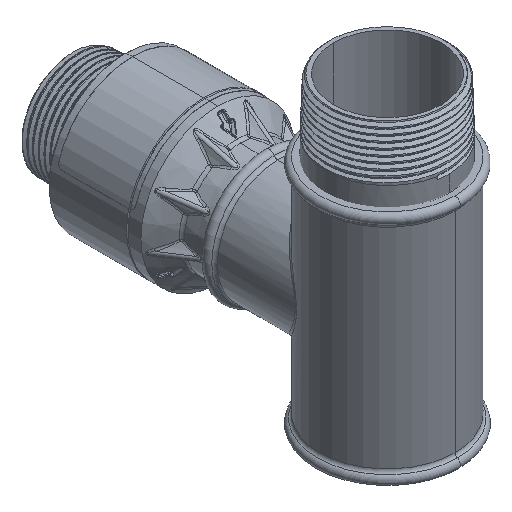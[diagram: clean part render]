
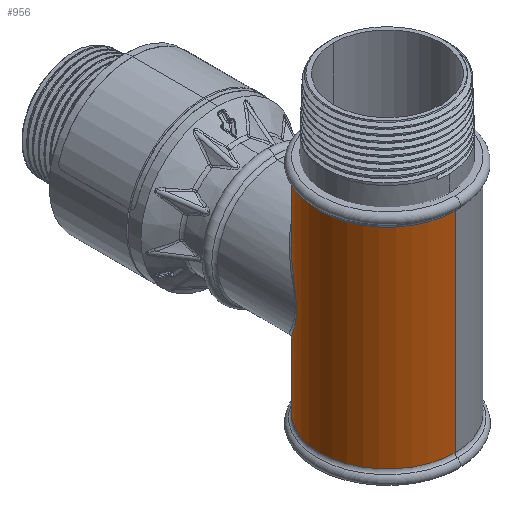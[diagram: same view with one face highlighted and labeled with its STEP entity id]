
A CAD part, isometric view. The second image highlights one B-rep face of the part: STEP entity #956.
In plain terms, the highlighted cylindrical face has radius 26.425 mm (diameter 52.85 mm), a partial arc.
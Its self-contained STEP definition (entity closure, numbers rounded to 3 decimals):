
#221=CARTESIAN_POINT('',(0.,26.425,-24.975));
#222=CARTESIAN_POINT('',(-0.962,26.425,
-24.975));
#223=CARTESIAN_POINT('',(-2.911,26.32,-24.851));
#224=CARTESIAN_POINT('',(-5.867,25.825,-24.265));
#225=CARTESIAN_POINT('',(-8.829,24.972,-23.248));
#226=CARTESIAN_POINT('',(-11.792,23.726,-21.745));
#227=CARTESIAN_POINT('',(-14.756,22.011,-19.636));
#228=CARTESIAN_POINT('',(-17.384,19.982,-17.048));
#229=CARTESIAN_POINT('',(-19.382,18.02,-14.407));
#230=CARTESIAN_POINT('',(-20.869,16.254,-11.837));
#231=CARTESIAN_POINT('',(-21.958,14.732,-9.358));
#232=CARTESIAN_POINT('',(-22.731,13.494,-6.977));
#233=CARTESIAN_POINT('',(-23.241,12.584,-4.713));
#234=CARTESIAN_POINT('',(-23.537,12.014,-2.562));
#235=CARTESIAN_POINT('',(-23.656,11.775,
-0.472));
#236=CARTESIAN_POINT('',(-23.613,11.863,1.61));
#237=CARTESIAN_POINT('',(-23.388,12.306,3.84));
#238=CARTESIAN_POINT('',(-22.916,13.176,6.287));
#239=CARTESIAN_POINT('',(-22.147,14.449,8.869));
#240=CARTESIAN_POINT('',(-21.,16.093,11.601));
#241=CARTESIAN_POINT('',(-19.344,18.08,14.499));
#242=CARTESIAN_POINT('',(-17.097,20.232,17.374));
#243=CARTESIAN_POINT('',(-14.618,22.08,19.717));
#244=CARTESIAN_POINT('',(-12.175,23.505,21.474));
#245=CARTESIAN_POINT('',(-9.78,24.592,22.791));
#246=CARTESIAN_POINT('',(-7.492,25.376,23.73));
#247=CARTESIAN_POINT('',(-5.358,25.904,24.358));
#248=CARTESIAN_POINT('',(-3.398,26.228,24.742));
#249=CARTESIAN_POINT('',(-1.613,26.394,24.939));
#250=CARTESIAN_POINT('',(-0.519,26.425,24.975));
#251=CARTESIAN_POINT('',(0.,26.425,24.975));
#253=DIRECTION('',(0.,0.,1.));
#254=VECTOR('',#253,15.863);
#255=CARTESIAN_POINT('',(0.,26.425,24.975));
#256=LINE('',#255,#254);
#257=CARTESIAN_POINT('',(0.,0.,40.838));
#258=DIRECTION('',(0.,0.,1.));
#259=DIRECTION('',(0.,1.,0.));
#260=AXIS2_PLACEMENT_3D('',#257,#258,#259);
#262=DIRECTION('',(0.,0.,1.));
#263=VECTOR('',#262,81.675);
#264=CARTESIAN_POINT('',(0.,-26.425,-40.838));
#265=LINE('',#264,#263);
#266=CARTESIAN_POINT('',(0.,0.,-40.838));
#267=DIRECTION('',(0.,0.,-1.));
#268=DIRECTION('',(0.,-1.,0.));
#269=AXIS2_PLACEMENT_3D('',#266,#267,#268);
#271=DIRECTION('',(0.,0.,1.));
#272=VECTOR('',#271,15.863);
#273=CARTESIAN_POINT('',(0.,26.425,-40.838));
#274=LINE('',#273,#272);
#499=VERTEX_POINT('',#221);
#500=VERTEX_POINT('',#251);
#503=CARTESIAN_POINT('',(0.,-26.425,-40.838));
#504=CARTESIAN_POINT('',(0.,26.425,-40.838));
#505=VERTEX_POINT('',#503);
#506=VERTEX_POINT('',#504);
#511=CARTESIAN_POINT('',(0.,26.425,40.838));
#512=CARTESIAN_POINT('',(0.,-26.425,40.838));
#513=VERTEX_POINT('',#511);
#514=VERTEX_POINT('',#512);
#941=CARTESIAN_POINT('',(0.,0.,50.6));
#942=DIRECTION('',(0.,0.,-1.));
#943=DIRECTION('',(0.,-1.,0.));
#944=AXIS2_PLACEMENT_3D('',#941,#942,#943);
#945=CYLINDRICAL_SURFACE('',#944,26.425);
#946=ORIENTED_EDGE('',*,*,#932,.T.);
#947=ORIENTED_EDGE('',*,*,#651,.T.);
#949=ORIENTED_EDGE('',*,*,#948,.T.);
#950=ORIENTED_EDGE('',*,*,#647,.F.);
#952=ORIENTED_EDGE('',*,*,#951,.T.);
#953=ORIENTED_EDGE('',*,*,#644,.T.);
#954=EDGE_LOOP('',(#946,#947,#949,#950,#952,#953));
#955=FACE_OUTER_BOUND('',#954,.F.);
#956=ADVANCED_FACE('',(#955),#945,.T.);
#252=B_SPLINE_CURVE_WITH_KNOTS('',3,(#221,#222,#223,#224,#225,#226,#227,#228,
#229,#230,#231,#232,#233,#234,#235,#236,#237,#238,#239,#240,#241,#242,#243,#244,
#245,#246,#247,#248,#249,#250,#251),.UNSPECIFIED.,.F.,.F.,(4,1,1,1,1,1,1,1,1,1,
1,1,1,1,1,1,1,1,1,1,1,1,1,1,1,1,1,1,4),(0.,0.036,
0.071,0.107,0.143,0.179,
0.214,0.25,0.286,0.321,0.357,
0.393,0.429,0.464,0.5,0.536,
0.571,0.607,0.643,0.679,
0.714,0.75,0.786,0.821,0.857,
0.893,0.929,0.964,1.),.UNSPECIFIED.);
#261=CIRCLE('',#260,26.425);
#270=CIRCLE('',#269,26.425);
#644=EDGE_CURVE('',#506,#499,#274,.T.);
#647=EDGE_CURVE('',#505,#514,#265,.T.);
#651=EDGE_CURVE('',#500,#513,#256,.T.);
#932=EDGE_CURVE('',#499,#500,#252,.T.);
#948=EDGE_CURVE('',#513,#514,#261,.T.);
#951=EDGE_CURVE('',#505,#506,#270,.T.);
